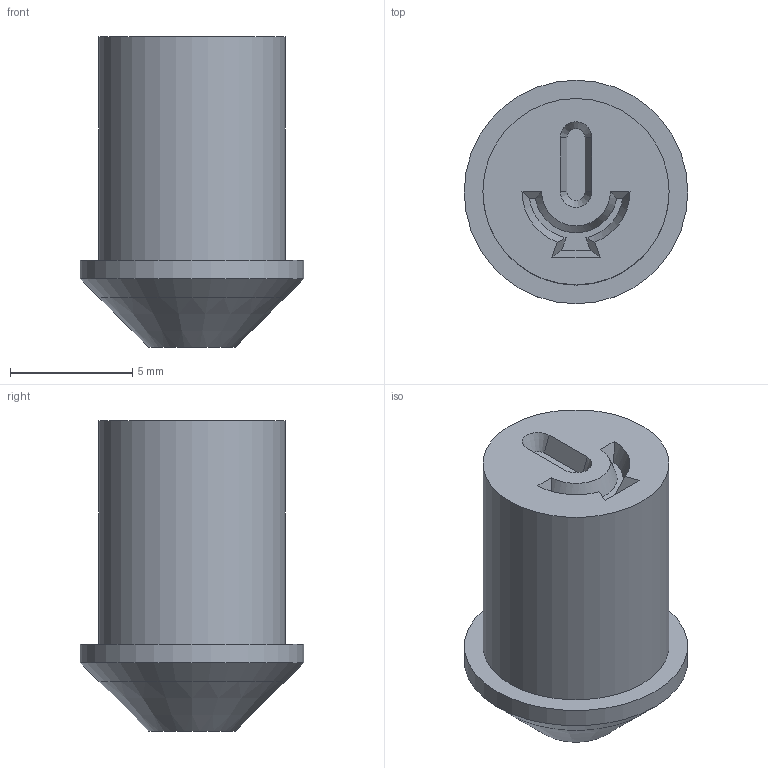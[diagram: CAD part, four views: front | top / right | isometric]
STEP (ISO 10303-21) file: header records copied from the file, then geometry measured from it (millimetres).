
FILE_DESCRIPTION(('FreeCAD Model'),'2;1');
FILE_NAME('Open CASCADE Shape Model','2023-04-23T11:34:14',(''),(''), 'Open CASCADE STEP processor 7.6','FreeCAD','Unknown');
FILE_SCHEMA(('AUTOMOTIVE_DESIGN { 1 0 10303 214 1 1 1 1 }'));
Length unit declared in the file: millimetre
Products named in the file (1): Body
Bounding box: 9.14 x 9.14 x 12.7 mm (x, y, z)
Volume: 556.2 mm3; surface area: 406.4 mm2
Topology: 1 solids, 1 shells, 21 faces, 46 edges, 30 vertices
Faces by surface type: bspline 8, plane 7, cone 4, cylinder 2
Full cylindrical faces by diameter (mm): 7.62 x1, 9.144 x1
Entity records: 1216 total; most frequent: CARTESIAN_POINT 282, DIRECTION 156, ORIENTED_EDGE 92, PCURVE 92, DEFINITIONAL_REPRESENTATION 92, LINE 82, VECTOR 82, EDGE_CURVE 46
